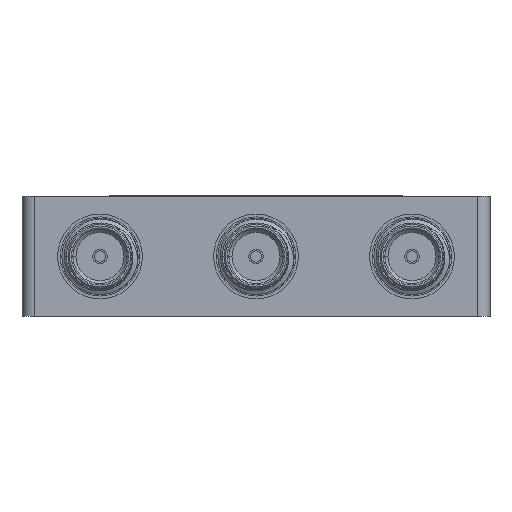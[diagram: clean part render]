
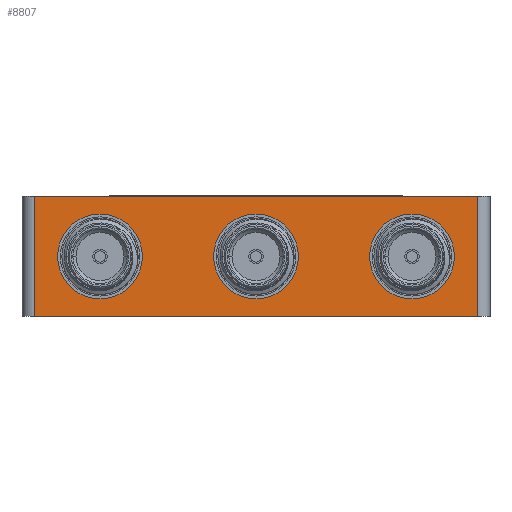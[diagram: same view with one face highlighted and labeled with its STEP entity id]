
A CAD part, front view. The second image highlights one B-rep face of the part: STEP entity #8807.
In plain terms, the highlighted planar face has unit normal (0, -1, 0).
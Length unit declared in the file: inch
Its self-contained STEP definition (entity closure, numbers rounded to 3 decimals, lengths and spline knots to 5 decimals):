
#168 = AXIS2_PLACEMENT_3D ( 'NONE', #25679, #36630, #31347 ) ;
#733 = CARTESIAN_POINT ( 'NONE',  ( -0.72772, -0.86614, -0.19685 ) ) ;
#747 = DIRECTION ( 'NONE',  ( 1., 0., 0. ) ) ;
#2043 = ORIENTED_EDGE ( 'NONE', *, *, #26808, .T. ) ;
#2775 = VERTEX_POINT ( 'NONE', #12104 ) ;
#3147 = DIRECTION ( 'NONE',  ( 0., -1., 0. ) ) ;
#3378 = AXIS2_PLACEMENT_3D ( 'NONE', #25616, #10889, #5765 ) ;
#3673 = EDGE_CURVE ( 'NONE', #15169, #11651, #33638, .T. ) ;
#4236 = FACE_BOUND ( 'NONE', #10486, .T. ) ;
#4529 = DIRECTION ( 'NONE',  ( 0., -1., 0. ) ) ;
#4665 = AXIS2_PLACEMENT_3D ( 'NONE', #22943, #37101, #5547 ) ;
#5019 = DIRECTION ( 'NONE',  ( 1., 0., 0. ) ) ;
#5171 = ORIENTED_EDGE ( 'NONE', *, *, #11463, .T. ) ;
#5547 = DIRECTION ( 'NONE',  ( 1., 0., 0. ) ) ;
#5584 = CARTESIAN_POINT ( 'NONE',  ( -0.76772, -0.86614, -0.19685 ) ) ;
#5765 = DIRECTION ( 'NONE',  ( 1., 0., 0. ) ) ;
#5947 = CARTESIAN_POINT ( 'NONE',  ( 0.65105, -0.86614, 0. ) ) ;
#7055 = DIRECTION ( 'NONE',  ( 0., 0., 1. ) ) ;
#7251 = CARTESIAN_POINT ( 'NONE',  ( 0.72772, -0.86614, 0.19685 ) ) ;
#7305 = VECTOR ( 'NONE', #20633, 39.37008 ) ;
#8441 = EDGE_CURVE ( 'NONE', #35804, #2775, #10892, .T. ) ;
#8570 = PLANE ( 'NONE',  #20499 ) ;
#8807 = ADVANCED_FACE ( 'NONE', ( #4236, #25570, #36708, #17066 ), #8570, .F. ) ;
#9510 = CIRCLE ( 'NONE', #4665, 0.13924 ) ;
#9512 = CARTESIAN_POINT ( 'NONE',  ( 0.37257, -0.86614, 0. ) ) ;
#9680 = CARTESIAN_POINT ( 'NONE',  ( -0.51181, -0.86614, 0. ) ) ;
#9695 = VERTEX_POINT ( 'NONE', #9512 ) ;
#10200 = ORIENTED_EDGE ( 'NONE', *, *, #20799, .F. ) ;
#10486 = EDGE_LOOP ( 'NONE', ( #19801, #21212 ) ) ;
#10889 = DIRECTION ( 'NONE',  ( 0., -1., 0. ) ) ;
#10892 = LINE ( 'NONE', #5584, #33766 ) ;
#11463 = EDGE_CURVE ( 'NONE', #28251, #35804, #11756, .T. ) ;
#11651 = VERTEX_POINT ( 'NONE', #33826 ) ;
#11756 = LINE ( 'NONE', #14771, #7305 ) ;
#12104 = CARTESIAN_POINT ( 'NONE',  ( 0.72772, -0.86614, -0.19685 ) ) ;
#12691 = DIRECTION ( 'NONE',  ( 1., 0., 0. ) ) ;
#13282 = LINE ( 'NONE', #7251, #26998 ) ;
#13854 = DIRECTION ( 'NONE',  ( 1., 0., 0. ) ) ;
#14771 = CARTESIAN_POINT ( 'NONE',  ( -0.72772, -0.86614, 0.19685 ) ) ;
#15169 = VERTEX_POINT ( 'NONE', #28688 ) ;
#15686 = CARTESIAN_POINT ( 'NONE',  ( 0., -0.86614, 0. ) ) ;
#16058 = LINE ( 'NONE', #27945, #28823 ) ;
#17066 = FACE_OUTER_BOUND ( 'NONE', #20512, .T. ) ;
#17628 = EDGE_CURVE ( 'NONE', #24375, #19387, #18911, .T. ) ;
#17846 = EDGE_CURVE ( 'NONE', #9695, #35058, #20124, .T. ) ;
#18911 = CIRCLE ( 'NONE', #29773, 0.13924 ) ;
#18918 = DIRECTION ( 'NONE',  ( 0., -1., 0. ) ) ;
#19387 = VERTEX_POINT ( 'NONE', #27103 ) ;
#19801 = ORIENTED_EDGE ( 'NONE', *, *, #23583, .F. ) ;
#20124 = CIRCLE ( 'NONE', #36993, 0.13924 ) ;
#20499 = AXIS2_PLACEMENT_3D ( 'NONE', #33695, #22371, #13854 ) ;
#20512 = EDGE_LOOP ( 'NONE', ( #21680, #2043, #29764, #5171 ) ) ;
#20633 = DIRECTION ( 'NONE',  ( 0., 0., -1. ) ) ;
#20799 = EDGE_CURVE ( 'NONE', #11651, #15169, #34565, .T. ) ;
#21212 = ORIENTED_EDGE ( 'NONE', *, *, #17846, .F. ) ;
#21680 = ORIENTED_EDGE ( 'NONE', *, *, #8441, .T. ) ;
#22189 = AXIS2_PLACEMENT_3D ( 'NONE', #15686, #4529, #747 ) ;
#22275 = EDGE_LOOP ( 'NONE', ( #24752, #10200 ) ) ;
#22371 = DIRECTION ( 'NONE',  ( 0., 1., 0. ) ) ;
#22943 = CARTESIAN_POINT ( 'NONE',  ( -0.51181, -0.86614, 0. ) ) ;
#23583 = EDGE_CURVE ( 'NONE', #35058, #9695, #35986, .T. ) ;
#24375 = VERTEX_POINT ( 'NONE', #30361 ) ;
#24752 = ORIENTED_EDGE ( 'NONE', *, *, #3673, .F. ) ;
#24957 = DIRECTION ( 'NONE',  ( 1., 0., 0. ) ) ;
#25570 = FACE_BOUND ( 'NONE', #22275, .T. ) ;
#25616 = CARTESIAN_POINT ( 'NONE',  ( 0.51181, -0.86614, 0. ) ) ;
#25679 = CARTESIAN_POINT ( 'NONE',  ( 0., -0.86614, 0. ) ) ;
#25850 = ORIENTED_EDGE ( 'NONE', *, *, #17628, .F. ) ;
#26486 = EDGE_CURVE ( 'NONE', #19387, #24375, #9510, .T. ) ;
#26808 = EDGE_CURVE ( 'NONE', #2775, #30239, #13282, .T. ) ;
#26998 = VECTOR ( 'NONE', #7055, 39.37008 ) ;
#27103 = CARTESIAN_POINT ( 'NONE',  ( -0.65105, -0.86614, 0. ) ) ;
#27945 = CARTESIAN_POINT ( 'NONE',  ( -0.76772, -0.86614, 0.19685 ) ) ;
#28251 = VERTEX_POINT ( 'NONE', #35290 ) ;
#28688 = CARTESIAN_POINT ( 'NONE',  ( 0.13924, -0.86614, 0. ) ) ;
#28823 = VECTOR ( 'NONE', #33615, 39.37008 ) ;
#29038 = CARTESIAN_POINT ( 'NONE',  ( 0.51181, -0.86614, 0. ) ) ;
#29764 = ORIENTED_EDGE ( 'NONE', *, *, #31287, .F. ) ;
#29773 = AXIS2_PLACEMENT_3D ( 'NONE', #9680, #18918, #12691 ) ;
#30239 = VERTEX_POINT ( 'NONE', #36328 ) ;
#30361 = CARTESIAN_POINT ( 'NONE',  ( -0.37257, -0.86614, 0. ) ) ;
#31287 = EDGE_CURVE ( 'NONE', #28251, #30239, #16058, .T. ) ;
#31347 = DIRECTION ( 'NONE',  ( 1., 0., 0. ) ) ;
#33615 = DIRECTION ( 'NONE',  ( 1., 0., 0. ) ) ;
#33638 = CIRCLE ( 'NONE', #22189, 0.13924 ) ;
#33695 = CARTESIAN_POINT ( 'NONE',  ( -0.76772, -0.86614, 0.19685 ) ) ;
#33766 = VECTOR ( 'NONE', #5019, 39.37008 ) ;
#33826 = CARTESIAN_POINT ( 'NONE',  ( -0.13924, -0.86614, 0. ) ) ;
#34565 = CIRCLE ( 'NONE', #168, 0.13924 ) ;
#34694 = ORIENTED_EDGE ( 'NONE', *, *, #26486, .F. ) ;
#34766 = EDGE_LOOP ( 'NONE', ( #25850, #34694 ) ) ;
#35058 = VERTEX_POINT ( 'NONE', #5947 ) ;
#35290 = CARTESIAN_POINT ( 'NONE',  ( -0.72772, -0.86614, 0.19685 ) ) ;
#35804 = VERTEX_POINT ( 'NONE', #733 ) ;
#35986 = CIRCLE ( 'NONE', #3378, 0.13924 ) ;
#36328 = CARTESIAN_POINT ( 'NONE',  ( 0.72772, -0.86614, 0.19685 ) ) ;
#36630 = DIRECTION ( 'NONE',  ( 0., -1., 0. ) ) ;
#36708 = FACE_BOUND ( 'NONE', #34766, .T. ) ;
#36993 = AXIS2_PLACEMENT_3D ( 'NONE', #29038, #3147, #24957 ) ;
#37101 = DIRECTION ( 'NONE',  ( 0., -1., 0. ) ) ;
